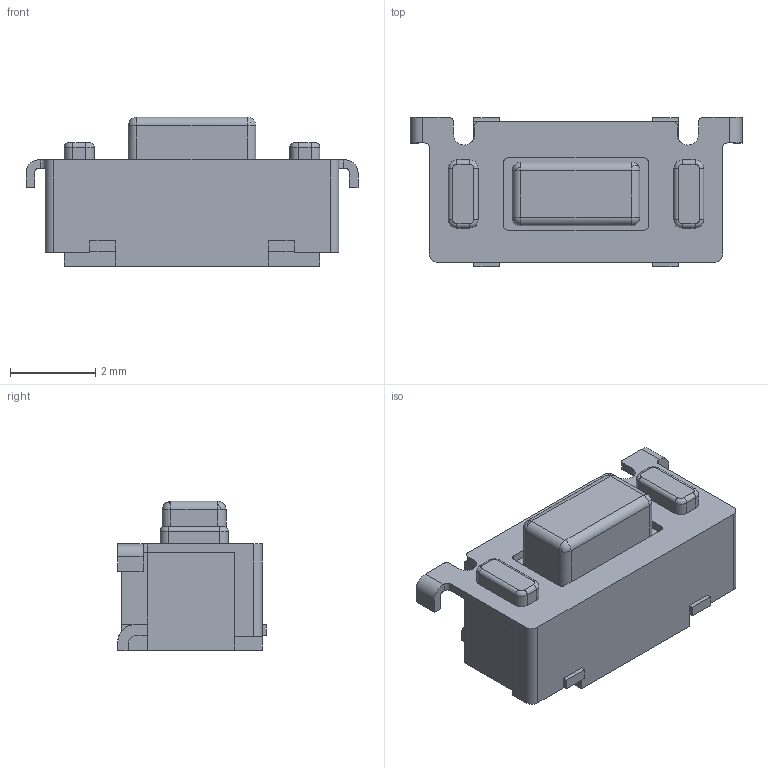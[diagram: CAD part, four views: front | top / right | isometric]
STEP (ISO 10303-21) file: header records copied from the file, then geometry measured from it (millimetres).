
FILE_DESCRIPTION (( 'STEP AP214' ), '1' );
FILE_NAME ('TL3330AFxxxQG.STEP', '2018-12-27T06:49:18', ( '' ), ( '' ), 'SwSTEP 2.0', 'SolidWorks 2018', '' );
FILE_SCHEMA (( 'AUTOMOTIVE_DESIGN' ));
Length unit declared in the file: millimetre
Products named in the file (1): TL3330AFxxxQG
Bounding box: 7.8 x 3.5 x 3.51 mm (x, y, z)
Volume: 41.6 mm3; surface area: 171.8 mm2
Topology: 1 solids, 2 shells, 279 faces, 720 edges, 456 vertices
Faces by surface type: plane 168, cylinder 75, sphere 28, bspline 8
Entity records: 9230 total; most frequent: CARTESIAN_POINT 1524, DIRECTION 1454, ORIENTED_EDGE 1416, EDGE_CURVE 708, VECTOR 506, LINE 506, AXIS2_PLACEMENT_3D 474, VERTEX_POINT 448
